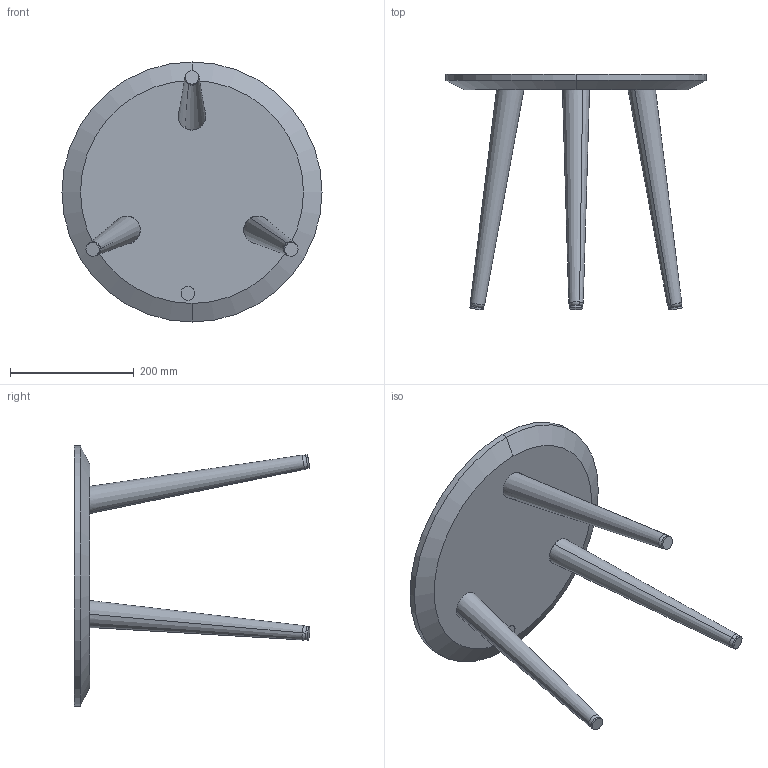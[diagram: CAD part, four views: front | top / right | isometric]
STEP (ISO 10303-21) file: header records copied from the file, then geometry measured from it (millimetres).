
FILE_DESCRIPTION (( 'STEP AP203' ), '1' );
FILE_NAME ('3. Okrugli stoliæ S - sklop.STEP', '2023-11-23T12:09:57', ( '' ), ( '' ), 'SwSTEP 2.0', 'SolidWorks 2023', '' );
FILE_SCHEMA (( 'CONFIG_CONTROL_DESIGN' ));
Products named in the file (1): 3. Okrugli stolić S - sklop
Bounding box: 420 x 380.49 x 420 mm (x, y, z)
Volume: 4148535.4 mm3; surface area: 435210.3 mm2
Topology: 14 solids, 14 shells, 513 faces, 1345 edges, 872 vertices
Faces by surface type: cylinder 306, plane 97, bspline 72, cone 32, torus 6
Entity records: 58883 total; most frequent: CARTESIAN_POINT 48406, ORIENTED_EDGE 2690, DIRECTION 1633, EDGE_CURVE 1345, VERTEX_POINT 872, AXIS2_PLACEMENT_3D 577, EDGE_LOOP 531, FACE_OUTER_BOUND 513
